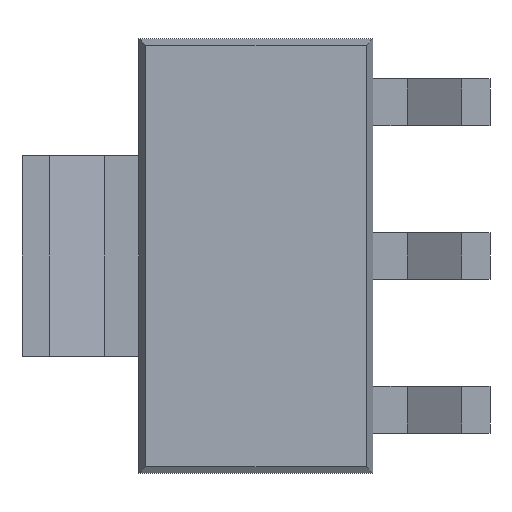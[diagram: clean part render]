
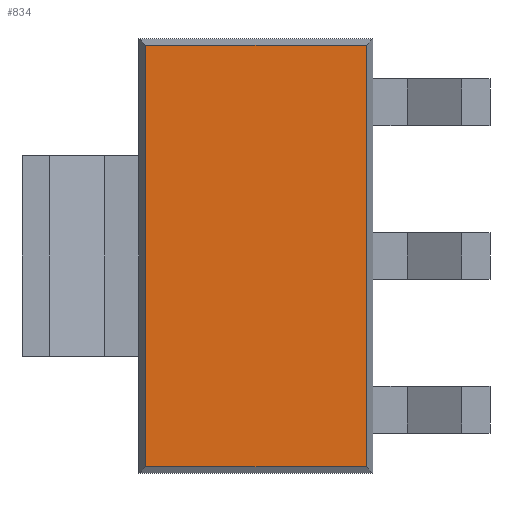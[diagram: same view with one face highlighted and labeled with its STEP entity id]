
A CAD part, front view. The second image highlights one B-rep face of the part: STEP entity #834.
In plain terms, the highlighted planar face has unit normal (0, -1, 0).
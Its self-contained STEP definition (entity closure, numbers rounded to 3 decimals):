
#28=FACE_OUTER_BOUND('',#78,.T.);
#78=EDGE_LOOP('',(#567,#568,#569,#570));
#135=LINE('',#1194,#251);
#136=LINE('',#1196,#252);
#137=LINE('',#1198,#253);
#138=LINE('',#1199,#254);
#251=VECTOR('',#973,10.);
#252=VECTOR('',#974,10.);
#253=VECTOR('',#975,10.);
#254=VECTOR('',#976,10.);
#363=VERTEX_POINT('',#1192);
#364=VERTEX_POINT('',#1193);
#365=VERTEX_POINT('',#1195);
#366=VERTEX_POINT('',#1197);
#443=EDGE_CURVE('',#363,#364,#135,.T.);
#444=EDGE_CURVE('',#365,#363,#136,.T.);
#445=EDGE_CURVE('',#366,#365,#137,.T.);
#446=EDGE_CURVE('',#364,#366,#138,.T.);
#567=ORIENTED_EDGE('',*,*,#443,.F.);
#568=ORIENTED_EDGE('',*,*,#444,.F.);
#569=ORIENTED_EDGE('',*,*,#445,.F.);
#570=ORIENTED_EDGE('',*,*,#446,.F.);
#784=PLANE('',#902);
#834=ADVANCED_FACE('',(#28),#784,.F.);
#902=AXIS2_PLACEMENT_3D('',#1191,#971,#972);
#971=DIRECTION('center_axis',(0.,1.,0.));
#972=DIRECTION('ref_axis',(0.,0.,1.));
#973=DIRECTION('',(1.,0.,0.));
#974=DIRECTION('',(0.,0.,1.));
#975=DIRECTION('',(-1.,0.,0.));
#976=DIRECTION('',(0.,0.,-1.));
#1191=CARTESIAN_POINT('Origin',(0.,0.1,0.));
#1192=CARTESIAN_POINT('',(-1.65,0.1,3.15));
#1193=CARTESIAN_POINT('',(1.65,0.1,3.15));
#1194=CARTESIAN_POINT('',(-1.65,0.1,3.15));
#1195=CARTESIAN_POINT('',(-1.65,0.1,-3.15));
#1196=CARTESIAN_POINT('',(-1.65,0.1,-3.15));
#1197=CARTESIAN_POINT('',(1.65,0.1,-3.15));
#1198=CARTESIAN_POINT('',(1.65,0.1,-3.15));
#1199=CARTESIAN_POINT('',(1.65,0.1,3.15));
